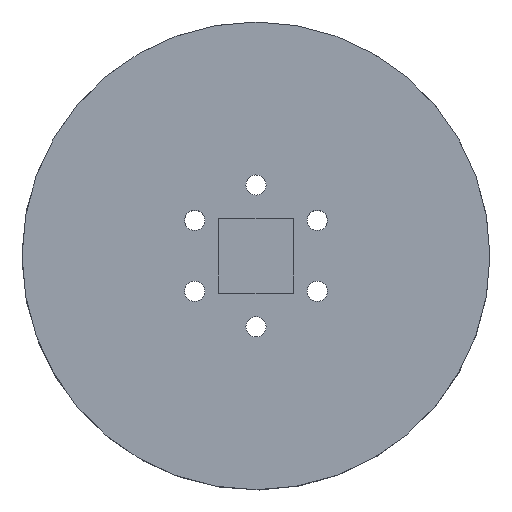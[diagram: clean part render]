
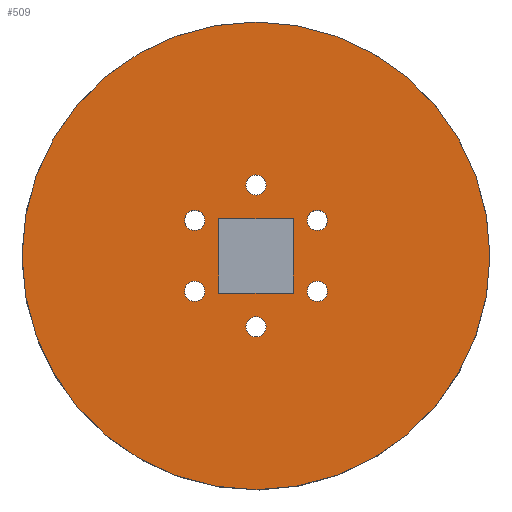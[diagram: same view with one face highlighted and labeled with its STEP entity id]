
A CAD part, top view. The second image highlights one B-rep face of the part: STEP entity #509.
In plain terms, the highlighted planar face has unit normal (0, 0, 1).
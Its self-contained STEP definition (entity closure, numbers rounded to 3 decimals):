
#21=FACE_BOUND('',#187,.T.);
#22=FACE_BOUND('',#188,.T.);
#23=FACE_BOUND('',#189,.T.);
#24=FACE_BOUND('',#190,.T.);
#25=FACE_BOUND('',#191,.T.);
#26=FACE_BOUND('',#192,.T.);
#27=FACE_BOUND('',#193,.T.);
#39=PLANE('',#567);
#56=LINE('',#853,#91);
#60=LINE('',#861,#95);
#63=LINE('',#867,#98);
#66=LINE('',#872,#101);
#91=VECTOR('',#618,10.);
#95=VECTOR('',#624,10.);
#98=VECTOR('',#629,10.);
#101=VECTOR('',#634,10.);
#153=FACE_OUTER_BOUND('',#186,.T.);
#186=EDGE_LOOP('',(#468));
#187=EDGE_LOOP('',(#469,#470,#471,#472));
#188=EDGE_LOOP('',(#473));
#189=EDGE_LOOP('',(#474));
#190=EDGE_LOOP('',(#475));
#191=EDGE_LOOP('',(#476));
#192=EDGE_LOOP('',(#477));
#193=EDGE_LOOP('',(#478));
#197=CIRCLE('',#517,33.);
#217=CIRCLE('',#556,1.425);
#218=CIRCLE('',#558,1.425);
#219=CIRCLE('',#560,1.425);
#220=CIRCLE('',#562,1.425);
#221=CIRCLE('',#564,1.425);
#222=CIRCLE('',#566,1.425);
#225=VERTEX_POINT('',#725);
#243=VERTEX_POINT('',#851);
#244=VERTEX_POINT('',#852);
#247=VERTEX_POINT('',#860);
#249=VERTEX_POINT('',#866);
#263=VERTEX_POINT('',#915);
#264=VERTEX_POINT('',#919);
#265=VERTEX_POINT('',#923);
#266=VERTEX_POINT('',#927);
#267=VERTEX_POINT('',#931);
#268=VERTEX_POINT('',#935);
#272=EDGE_CURVE('',#225,#225,#197,.T.);
#296=EDGE_CURVE('',#243,#244,#56,.T.);
#300=EDGE_CURVE('',#247,#243,#60,.T.);
#303=EDGE_CURVE('',#249,#247,#63,.T.);
#306=EDGE_CURVE('',#244,#249,#66,.T.);
#327=EDGE_CURVE('',#263,#263,#217,.T.);
#329=EDGE_CURVE('',#264,#264,#218,.T.);
#331=EDGE_CURVE('',#265,#265,#219,.T.);
#333=EDGE_CURVE('',#266,#266,#220,.T.);
#335=EDGE_CURVE('',#267,#267,#221,.T.);
#337=EDGE_CURVE('',#268,#268,#222,.T.);
#468=ORIENTED_EDGE('',*,*,#272,.T.);
#469=ORIENTED_EDGE('',*,*,#296,.T.);
#470=ORIENTED_EDGE('',*,*,#306,.T.);
#471=ORIENTED_EDGE('',*,*,#303,.T.);
#472=ORIENTED_EDGE('',*,*,#300,.T.);
#473=ORIENTED_EDGE('',*,*,#337,.T.);
#474=ORIENTED_EDGE('',*,*,#335,.T.);
#475=ORIENTED_EDGE('',*,*,#333,.T.);
#476=ORIENTED_EDGE('',*,*,#331,.T.);
#477=ORIENTED_EDGE('',*,*,#329,.T.);
#478=ORIENTED_EDGE('',*,*,#327,.T.);
#509=ADVANCED_FACE('',(#153,#21,#22,#23,#24,#25,#26,#27),#39,.T.);
#517=AXIS2_PLACEMENT_3D('',#726,#580,#581);
#556=AXIS2_PLACEMENT_3D('',#916,#687,#688);
#558=AXIS2_PLACEMENT_3D('',#920,#692,#693);
#560=AXIS2_PLACEMENT_3D('',#924,#697,#698);
#562=AXIS2_PLACEMENT_3D('',#928,#702,#703);
#564=AXIS2_PLACEMENT_3D('',#932,#707,#708);
#566=AXIS2_PLACEMENT_3D('',#936,#712,#713);
#567=AXIS2_PLACEMENT_3D('',#938,#715,#716);
#580=DIRECTION('center_axis',(0.,0.,1.));
#581=DIRECTION('ref_axis',(1.,0.,0.));
#618=DIRECTION('',(0.,-1.,0.));
#624=DIRECTION('',(1.,0.,0.));
#629=DIRECTION('',(0.,1.,0.));
#634=DIRECTION('',(-1.,0.,0.));
#687=DIRECTION('center_axis',(0.,0.,-1.));
#688=DIRECTION('ref_axis',(-1.,0.,0.));
#692=DIRECTION('center_axis',(0.,0.,-1.));
#693=DIRECTION('ref_axis',(-1.,0.,0.));
#697=DIRECTION('center_axis',(0.,0.,-1.));
#698=DIRECTION('ref_axis',(-1.,0.,0.));
#702=DIRECTION('center_axis',(0.,0.,-1.));
#703=DIRECTION('ref_axis',(-1.,0.,0.));
#707=DIRECTION('center_axis',(0.,0.,-1.));
#708=DIRECTION('ref_axis',(-1.,0.,0.));
#712=DIRECTION('center_axis',(0.,0.,-1.));
#713=DIRECTION('ref_axis',(-1.,0.,0.));
#715=DIRECTION('center_axis',(0.,0.,1.));
#716=DIRECTION('ref_axis',(1.,0.,0.));
#725=CARTESIAN_POINT('',(-33.,0.,25.));
#726=CARTESIAN_POINT('Origin',(0.,0.,25.));
#851=CARTESIAN_POINT('',(5.25,5.25,25.));
#852=CARTESIAN_POINT('',(5.25,-5.25,25.));
#853=CARTESIAN_POINT('',(5.25,2.625,25.));
#860=CARTESIAN_POINT('',(-5.25,5.25,25.));
#861=CARTESIAN_POINT('',(-2.625,5.25,25.));
#866=CARTESIAN_POINT('',(-5.25,-5.25,25.));
#867=CARTESIAN_POINT('',(-5.25,-2.625,25.));
#872=CARTESIAN_POINT('',(2.625,-5.25,25.));
#915=CARTESIAN_POINT('',(-7.235,5.,25.));
#916=CARTESIAN_POINT('Origin',(-8.66,5.,25.));
#919=CARTESIAN_POINT('',(10.085,5.,25.));
#920=CARTESIAN_POINT('Origin',(8.66,5.,25.));
#923=CARTESIAN_POINT('',(10.085,-5.,25.));
#924=CARTESIAN_POINT('Origin',(8.66,-5.,25.));
#927=CARTESIAN_POINT('',(-7.235,-5.,25.));
#928=CARTESIAN_POINT('Origin',(-8.66,-5.,25.));
#931=CARTESIAN_POINT('',(1.425,10.,25.));
#932=CARTESIAN_POINT('Origin',(0.,10.,25.));
#935=CARTESIAN_POINT('',(1.425,-10.,25.));
#936=CARTESIAN_POINT('Origin',(0.,-10.,25.));
#938=CARTESIAN_POINT('Origin',(0.,0.,25.));
